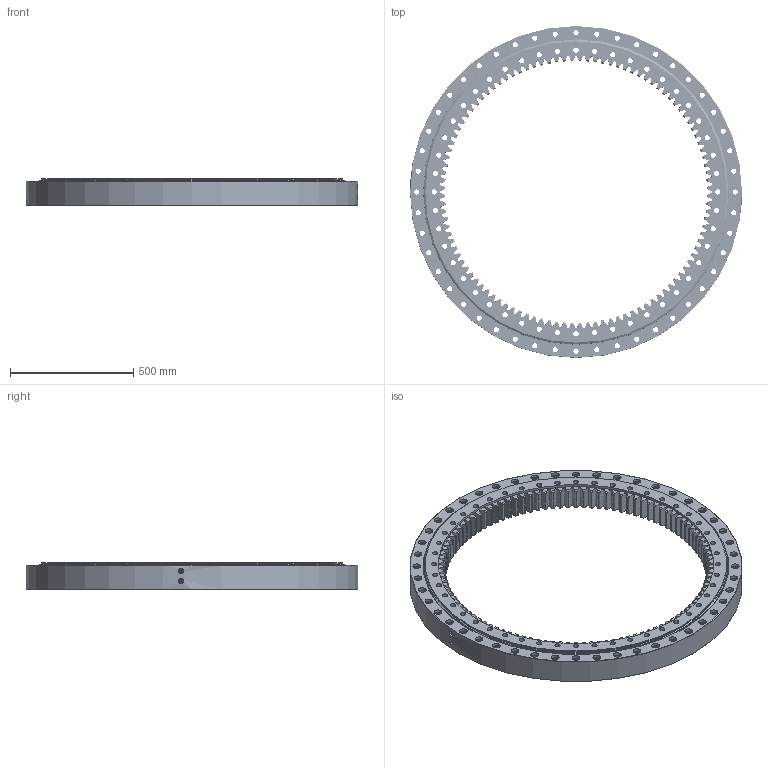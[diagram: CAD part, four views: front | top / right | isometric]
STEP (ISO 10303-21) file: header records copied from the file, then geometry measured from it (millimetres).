
FILE_DESCRIPTION (( 'STEP AP214' ), '1' );
FILE_NAME ('I.1346.2.30.05.D.6.STEP', '2020-05-13T10:19:44', ( '' ), ( '' ), 'SwSTEP 2.0', 'SolidWorks 2016', '' );
FILE_SCHEMA (( 'AUTOMOTIVE_DESIGN' ));
Length unit declared in the file: millimetre
Products named in the file (7): I.1346.2.30.05.D.6 - OR; I.1346.2.30.05.D.6; I.1346.2.30.05.D.6 - IR Seal; Ball D30; I.1346.2.30.05.D.6 - IR; I.1346.2.30.05.D.6 - OR Seal; Grease nipple M10x1mm
Assembly tree (248 placements, depth 2):
  I.1346.2.30.05.D.6
    I.1346.2.30.05.D.6 - IR
    I.1346.2.30.05.D.6 - OR
    Ball D30  x240
    I.1346.2.30.05.D.6 - IR Seal
    I.1346.2.30.05.D.6 - OR Seal
    Grease nipple M10x1mm  x4
Bounding box: 1345 x 1345 x 108 mm (x, y, z)
Volume: 50830059.3 mm3; surface area: 4607569.3 mm2
Topology: 248 solids, 248 shells, 1041 faces, 2760 edges, 1846 vertices
Faces by surface type: cone 288, sphere 240, cylinder 226, plane 155, bspline 108, torus 24
Full cylindrical faces by diameter (mm): 3 x4, 5 x4, 9 x4, 10 x4, 21 x96, 22 x4, 31 x96, 1115 x1, 1207 x2, 1221 x4, 1225 x4, 1239 x2, 1345 x1
Entity records: 91798 total; most frequent: CARTESIAN_POINT 74402, DIRECTION 3238, ORIENTED_EDGE 3008, AXIS2_PLACEMENT_3D 1562, EDGE_CURVE 1504, EDGE_LOOP 1290, VERTEX_POINT 1154, FACE_OUTER_BOUND 954
